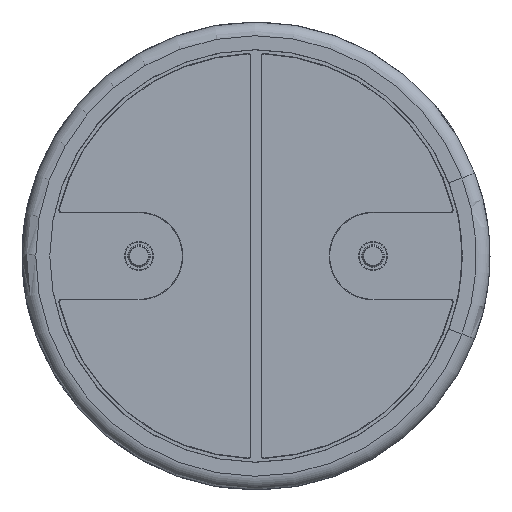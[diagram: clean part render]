
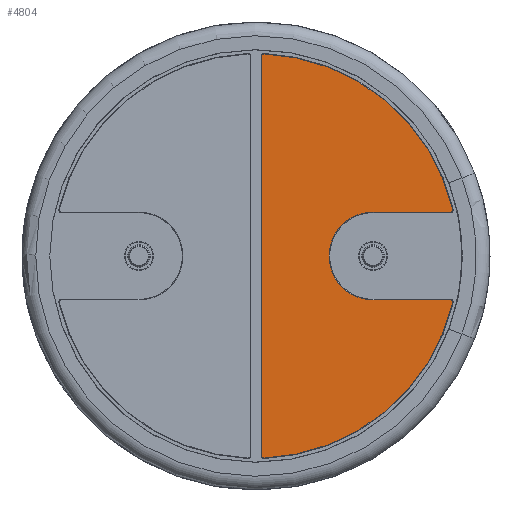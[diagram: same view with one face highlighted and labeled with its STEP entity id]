
A CAD part, front view. The second image highlights one B-rep face of the part: STEP entity #4804.
In plain terms, the highlighted planar face has unit normal (0, -1, 0).
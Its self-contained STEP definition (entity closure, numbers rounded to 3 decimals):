
#71=PLANE('',#5170);
#304=CIRCLE('',#5135,0.082);
#307=CIRCLE('',#5140,0.082);
#310=CIRCLE('',#5144,6.912);
#313=CIRCLE('',#5148,0.082);
#317=CIRCLE('',#5154,1.501);
#321=CIRCLE('',#5160,0.082);
#323=CIRCLE('',#5163,6.912);
#506=FACE_OUTER_BOUND('',#740,.T.);
#740=EDGE_LOOP('',(#3893,#3894,#3895,#3896,#3897,#3898,#3899,#3900,#3901,
#3902));
#976=LINE('',#9282,#1179);
#978=LINE('',#9306,#1181);
#980=LINE('',#9318,#1183);
#1179=VECTOR('',#5925,10.);
#1181=VECTOR('',#5955,10.);
#1183=VECTOR('',#5969,10.);
#2017=VERTEX_POINT('',#9270);
#2020=VERTEX_POINT('',#9275);
#2022=VERTEX_POINT('',#9280);
#2024=VERTEX_POINT('',#9286);
#2026=VERTEX_POINT('',#9292);
#2028=VERTEX_POINT('',#9298);
#2030=VERTEX_POINT('',#9304);
#2032=VERTEX_POINT('',#9310);
#2034=VERTEX_POINT('',#9316);
#2036=VERTEX_POINT('',#9322);
#2656=EDGE_CURVE('',#2020,#2017,#304,.T.);
#2658=EDGE_CURVE('',#2022,#2020,#976,.T.);
#2661=EDGE_CURVE('',#2024,#2022,#307,.T.);
#2664=EDGE_CURVE('',#2026,#2024,#310,.T.);
#2667=EDGE_CURVE('',#2028,#2026,#313,.T.);
#2670=EDGE_CURVE('',#2030,#2028,#978,.T.);
#2673=EDGE_CURVE('',#2032,#2030,#317,.T.);
#2676=EDGE_CURVE('',#2034,#2032,#980,.T.);
#2679=EDGE_CURVE('',#2036,#2034,#321,.T.);
#2681=EDGE_CURVE('',#2017,#2036,#323,.T.);
#3893=ORIENTED_EDGE('',*,*,#2656,.F.);
#3894=ORIENTED_EDGE('',*,*,#2658,.F.);
#3895=ORIENTED_EDGE('',*,*,#2661,.F.);
#3896=ORIENTED_EDGE('',*,*,#2664,.F.);
#3897=ORIENTED_EDGE('',*,*,#2667,.F.);
#3898=ORIENTED_EDGE('',*,*,#2670,.F.);
#3899=ORIENTED_EDGE('',*,*,#2673,.F.);
#3900=ORIENTED_EDGE('',*,*,#2676,.F.);
#3901=ORIENTED_EDGE('',*,*,#2679,.F.);
#3902=ORIENTED_EDGE('',*,*,#2681,.F.);
#4804=ADVANCED_FACE('',(#506),#71,.F.);
#5135=AXIS2_PLACEMENT_3D('',#9277,#5919,#5920);
#5140=AXIS2_PLACEMENT_3D('',#9288,#5931,#5932);
#5144=AXIS2_PLACEMENT_3D('',#9294,#5939,#5940);
#5148=AXIS2_PLACEMENT_3D('',#9300,#5947,#5948);
#5154=AXIS2_PLACEMENT_3D('',#9312,#5961,#5962);
#5160=AXIS2_PLACEMENT_3D('',#9324,#5975,#5976);
#5163=AXIS2_PLACEMENT_3D('',#9327,#5981,#5982);
#5170=AXIS2_PLACEMENT_3D('',#9340,#6001,#6002);
#5919=DIRECTION('center_axis',(0.,1.,0.));
#5920=DIRECTION('ref_axis',(-0.693,0.,0.721));
#5925=DIRECTION('',(0.,0.,1.));
#5931=DIRECTION('center_axis',(0.,1.,0.));
#5932=DIRECTION('ref_axis',(-0.693,0.,-0.721));
#5939=DIRECTION('center_axis',(0.,1.,0.));
#5940=DIRECTION('ref_axis',(0.635,0.,-0.772));
#5947=DIRECTION('center_axis',(0.,1.,0.));
#5948=DIRECTION('ref_axis',(0.785,0.,0.62));
#5955=DIRECTION('',(1.,0.,0.));
#5961=DIRECTION('center_axis',(0.,-1.,0.));
#5962=DIRECTION('ref_axis',(-1.,0.,0.));
#5969=DIRECTION('',(-1.,0.,0.));
#5975=DIRECTION('center_axis',(0.,1.,0.));
#5976=DIRECTION('ref_axis',(0.785,0.,-0.62));
#5981=DIRECTION('center_axis',(0.,1.,0.));
#5982=DIRECTION('ref_axis',(0.635,0.,0.772));
#6001=DIRECTION('center_axis',(0.,1.,0.));
#6002=DIRECTION('ref_axis',(0.,0.,1.));
#9270=CARTESIAN_POINT('',(0.278,-0.093,6.906));
#9275=CARTESIAN_POINT('',(0.193,-0.093,6.824));
#9277=CARTESIAN_POINT('Origin',(0.275,-0.093,6.824));
#9280=CARTESIAN_POINT('',(0.193,-0.093,-6.824));
#9282=CARTESIAN_POINT('',(0.193,-0.093,3.412));
#9286=CARTESIAN_POINT('',(0.278,-0.093,-6.906));
#9288=CARTESIAN_POINT('Origin',(0.275,-0.093,-6.824));
#9292=CARTESIAN_POINT('',(6.724,-0.093,-1.602));
#9294=CARTESIAN_POINT('Origin',(0.,-0.093,0.));
#9298=CARTESIAN_POINT('',(6.644,-0.093,-1.501));
#9300=CARTESIAN_POINT('Origin',(6.644,-0.093,-1.583));
#9304=CARTESIAN_POINT('',(4.,-0.093,-1.501));
#9306=CARTESIAN_POINT('',(5.052,-0.093,-1.501));
#9310=CARTESIAN_POINT('',(4.,-0.093,1.501));
#9312=CARTESIAN_POINT('Origin',(4.,-0.093,0.));
#9316=CARTESIAN_POINT('',(6.644,-0.093,1.501));
#9318=CARTESIAN_POINT('',(3.73,-0.093,1.501));
#9322=CARTESIAN_POINT('',(6.724,-0.093,1.602));
#9324=CARTESIAN_POINT('Origin',(6.644,-0.093,1.583));
#9327=CARTESIAN_POINT('Origin',(0.,-0.093,0.));
#9340=CARTESIAN_POINT('Origin',(3.459,-0.093,0.));
